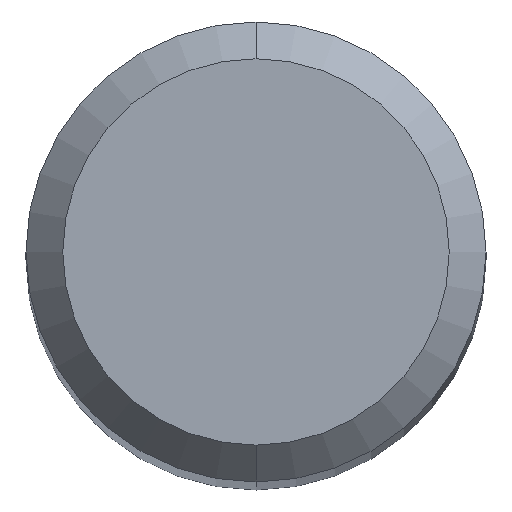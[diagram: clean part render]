
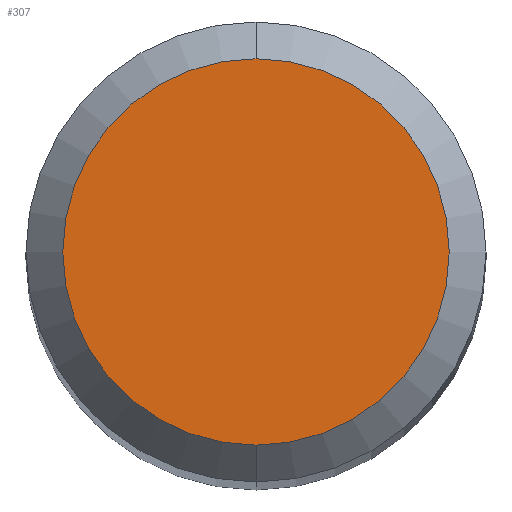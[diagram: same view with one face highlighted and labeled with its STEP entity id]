
A CAD part, top view. The second image highlights one B-rep face of the part: STEP entity #307.
In plain terms, the highlighted planar face has unit normal (0, 0, 1).
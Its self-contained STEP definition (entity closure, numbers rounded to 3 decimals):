
#307=ADVANCED_FACE('',(#699),#700,.T.);
#361=VERTEX_POINT('',#759);
#395=VERTEX_POINT('',#797);
#443=EDGE_CURVE('',#395,#361,#854,.T.);
#521=EDGE_CURVE('',#361,#395,#944,.T.);
#699=FACE_OUTER_BOUND('',#1208,.T.);
#700=PLANE('',#1209);
#759=CARTESIAN_POINT('',(0.,-1.05,0.0));
#797=CARTESIAN_POINT('',(0.0,1.05,0.0));
#854=CIRCLE('',#1451,1.05);
#944=CIRCLE('',#1610,1.05);
#1208=EDGE_LOOP('',(#1860,#1861));
#1209=AXIS2_PLACEMENT_3D('',#1862,#1863,#1864);
#1451=AXIS2_PLACEMENT_3D('',#2055,#2056,#2057);
#1610=AXIS2_PLACEMENT_3D('',#2186,#2187,#2188);
#1860=ORIENTED_EDGE('',*,*,#443,.F.);
#1861=ORIENTED_EDGE('',*,*,#521,.F.);
#1862=CARTESIAN_POINT('',(0.0,0.525,0.0));
#1863=DIRECTION('',(-0.0,0.0,1.0));
#1864=DIRECTION('',(0.0,-1.0,0.0));
#2055=CARTESIAN_POINT('',(0.0,0.0,0.0));
#2056=DIRECTION('',(0.0,0.0,-1.0));
#2057=DIRECTION('',(0.0,1.0,0.0));
#2186=CARTESIAN_POINT('',(0.0,0.0,0.0));
#2187=DIRECTION('',(0.0,0.0,-1.0));
#2188=DIRECTION('',(0.0,1.0,0.0));
